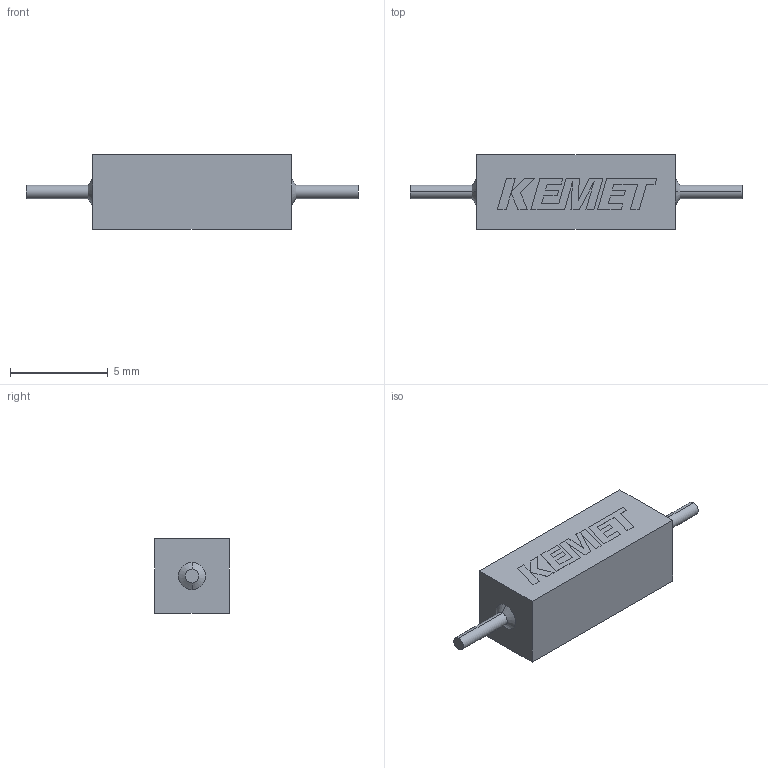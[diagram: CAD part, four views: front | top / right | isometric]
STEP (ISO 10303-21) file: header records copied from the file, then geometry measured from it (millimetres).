
FILE_DESCRIPTION (( 'STEP AP214' ), '1' );
FILE_NAME ('CCR_C3_39_L10.16T3.81LL3.175F0.686W3.81.STEP', '2024-01-04T23:06:19', ( '' ), ( '' ), 'SwSTEP 2.0', 'SolidWorks 2021', '' );
FILE_SCHEMA (( 'AUTOMOTIVE_DESIGN' ));
Length unit declared in the file: millimetre
Products named in the file (1): CCR_C3_39_L10.16T3.81LL3.175F0.686W3.81
Bounding box: 16.98 x 3.81 x 3.81 mm (x, y, z)
Volume: 150.3 mm3; surface area: 213.4 mm2
Topology: 4 solids, 4 shells, 73 faces, 185 edges, 122 vertices
Faces by surface type: plane 65, cylinder 4, cone 4
Entity records: 2957 total; most frequent: CARTESIAN_POINT 381, ORIENTED_EDGE 370, DIRECTION 345, EDGE_CURVE 185, LINE 173, VECTOR 173, VERTEX_POINT 122, AXIS2_PLACEMENT_3D 86
